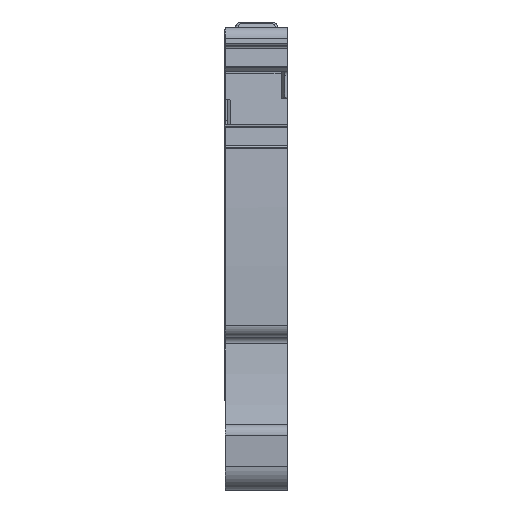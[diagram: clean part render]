
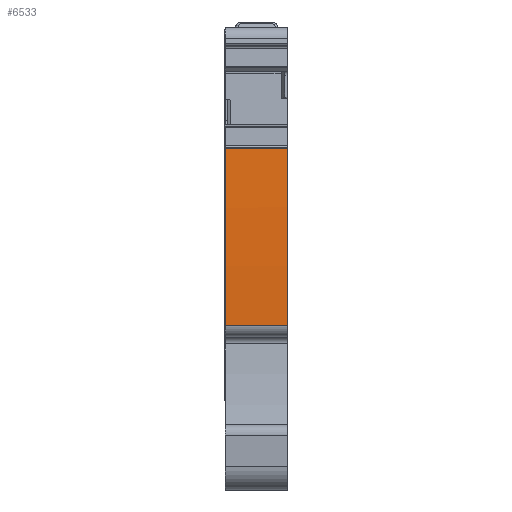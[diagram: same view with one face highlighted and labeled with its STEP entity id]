
A CAD part, front view. The second image highlights one B-rep face of the part: STEP entity #6533.
In plain terms, the highlighted cylindrical face has radius 154.9 mm (diameter 309.8 mm), a partial arc.
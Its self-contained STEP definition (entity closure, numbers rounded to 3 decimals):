
#1825=AXIS2_PLACEMENT_3D('Circle Axis2P3D',#1823,#1824,$) ;
#5714=AXIS2_PLACEMENT_3D('Cylinder Axis2P3D',#5711,#5712,#5713) ;
#6516=AXIS2_PLACEMENT_3D('Circle Axis2P3D',#6514,#6515,$) ;
#6523=AXIS2_PLACEMENT_3D('Circle Axis2P3D',#6521,#6522,$) ;
#1820=CARTESIAN_POINT('Vertex',(0.05,1.53,13.427)) ;
#1823=CARTESIAN_POINT('Axis2P3D Location',(0.05,156.387,17.05)) ;
#1827=CARTESIAN_POINT('Vertex',(0.05,1.859,27.772)) ;
#5711=CARTESIAN_POINT('Axis2P3D Location',(2.55,156.387,17.05)) ;
#6487=CARTESIAN_POINT('Line Origine',(2.55,1.859,27.772)) ;
#6491=CARTESIAN_POINT('Vertex',(5.1,1.859,27.772)) ;
#6507=CARTESIAN_POINT('Line Origine',(2.55,1.53,13.427)) ;
#6511=CARTESIAN_POINT('Vertex',(5.1,1.53,13.427)) ;
#6514=CARTESIAN_POINT('Axis2P3D Location',(5.1,156.387,17.05)) ;
#6518=CARTESIAN_POINT('Vertex',(5.1,1.529,13.45)) ;
#6521=CARTESIAN_POINT('Axis2P3D Location',(5.1,156.387,17.05)) ;
#1824=DIRECTION('Axis2P3D Direction',(-1.,0.,0.)) ;
#5712=DIRECTION('Axis2P3D Direction',(1.,0.,0.)) ;
#5713=DIRECTION('Axis2P3D XDirection',(0.,-0.992,0.127)) ;
#6488=DIRECTION('Vector Direction',(1.,0.,0.)) ;
#6508=DIRECTION('Vector Direction',(1.,0.,0.)) ;
#6515=DIRECTION('Axis2P3D Direction',(1.,0.,0.)) ;
#6522=DIRECTION('Axis2P3D Direction',(1.,0.,0.)) ;
#6489=VECTOR('Line Direction',#6488,1.) ;
#6509=VECTOR('Line Direction',#6508,1.) ;
#6527=ORIENTED_EDGE('',*,*,#6513,.T.) ;
#6528=ORIENTED_EDGE('',*,*,#6520,.F.) ;
#6529=ORIENTED_EDGE('',*,*,#6525,.F.) ;
#6530=ORIENTED_EDGE('',*,*,#6493,.F.) ;
#6531=ORIENTED_EDGE('',*,*,#1829,.F.) ;
#6533=ADVANCED_FACE('PartBody',(#6532),#5715,.T.) ;
#1826=CIRCLE('generated circle',#1825,154.9) ;
#6517=CIRCLE('generated circle',#6516,154.9) ;
#6524=CIRCLE('generated circle',#6523,154.9) ;
#5715=CYLINDRICAL_SURFACE('generated cylinder',#5714,154.9) ;
#1829=EDGE_CURVE('',#1821,#1828,#1826,.T.) ;
#6493=EDGE_CURVE('',#1828,#6492,#6490,.T.) ;
#6513=EDGE_CURVE('',#1821,#6512,#6510,.T.) ;
#6520=EDGE_CURVE('',#6519,#6512,#6517,.T.) ;
#6525=EDGE_CURVE('',#6492,#6519,#6524,.T.) ;
#6526=EDGE_LOOP('',(#6527,#6528,#6529,#6530,#6531)) ;
#6532=FACE_OUTER_BOUND('',#6526,.T.) ;
#6490=LINE('Line',#6487,#6489) ;
#6510=LINE('Line',#6507,#6509) ;
#1821=VERTEX_POINT('',#1820) ;
#1828=VERTEX_POINT('',#1827) ;
#6492=VERTEX_POINT('',#6491) ;
#6512=VERTEX_POINT('',#6511) ;
#6519=VERTEX_POINT('',#6518) ;
